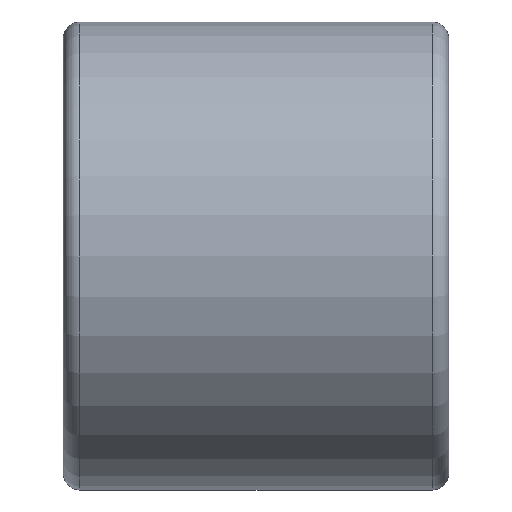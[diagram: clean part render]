
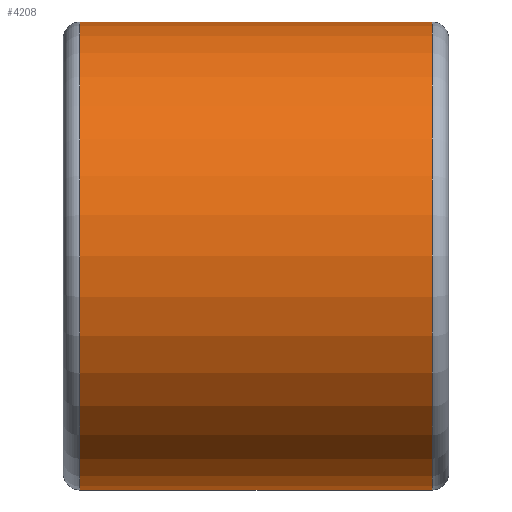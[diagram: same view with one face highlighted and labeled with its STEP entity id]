
A CAD part, front view. The second image highlights one B-rep face of the part: STEP entity #4208.
In plain terms, the highlighted cylindrical face has radius 42.5 mm (diameter 85 mm), a partial arc.
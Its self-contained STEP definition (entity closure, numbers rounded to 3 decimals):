
#284 = ORIENTED_EDGE ( 'NONE', *, *, #1223, .T. ) ;
#592 = LINE ( 'NONE', #890, #1519 ) ;
#754 = CIRCLE ( 'NONE', #4763, 42.5 ) ;
#882 = DIRECTION ( 'NONE',  ( -1., 0., 0. ) ) ;
#889 = CARTESIAN_POINT ( 'NONE',  ( 67., 0., -42.5 ) ) ;
#890 = CARTESIAN_POINT ( 'NONE',  ( 0., 0., -42.5 ) ) ;
#1036 = ORIENTED_EDGE ( 'NONE', *, *, #1662, .T. ) ;
#1072 = CARTESIAN_POINT ( 'NONE',  ( 0., 0., 42.5 ) ) ;
#1153 = DIRECTION ( 'NONE',  ( 0., 0., 1. ) ) ;
#1223 = EDGE_CURVE ( 'NONE', #2618, #4767, #754, .T. ) ;
#1471 = ORIENTED_EDGE ( 'NONE', *, *, #4878, .T. ) ;
#1490 = CARTESIAN_POINT ( 'NONE',  ( 67., 0., 0. ) ) ;
#1519 = VECTOR ( 'NONE', #1985, 1000. ) ;
#1525 = DIRECTION ( 'NONE',  ( 0., 0., 1. ) ) ;
#1607 = EDGE_CURVE ( 'NONE', #2618, #2175, #592, .T. ) ;
#1662 = EDGE_CURVE ( 'NONE', #4767, #3277, #3381, .T. ) ;
#1891 = DIRECTION ( 'NONE',  ( -1., 0., 0. ) ) ;
#1930 = CARTESIAN_POINT ( 'NONE',  ( 0., 0., 0. ) ) ;
#1985 = DIRECTION ( 'NONE',  ( -1., 0., 0. ) ) ;
#2002 = AXIS2_PLACEMENT_3D ( 'NONE', #3944, #3961, #3972 ) ;
#2100 = CARTESIAN_POINT ( 'NONE',  ( 3., 0., 42.5 ) ) ;
#2175 = VERTEX_POINT ( 'NONE', #3470 ) ;
#2346 = VECTOR ( 'NONE', #4814, 1000. ) ;
#2618 = VERTEX_POINT ( 'NONE', #889 ) ;
#2874 = ORIENTED_EDGE ( 'NONE', *, *, #1607, .F. ) ;
#3277 = VERTEX_POINT ( 'NONE', #2100 ) ;
#3381 = LINE ( 'NONE', #1072, #2346 ) ;
#3470 = CARTESIAN_POINT ( 'NONE',  ( 3., 0., -42.5 ) ) ;
#3474 = EDGE_LOOP ( 'NONE', ( #2874, #284, #1036, #1471 ) ) ;
#3508 = CARTESIAN_POINT ( 'NONE',  ( 67., 0., 42.5 ) ) ;
#3944 = CARTESIAN_POINT ( 'NONE',  ( 3., 0., 0. ) ) ;
#3961 = DIRECTION ( 'NONE',  ( 1., 0., 0. ) ) ;
#3972 = DIRECTION ( 'NONE',  ( 0., 0., -1. ) ) ;
#4149 = CYLINDRICAL_SURFACE ( 'NONE', #4620, 42.5 ) ;
#4208 = ADVANCED_FACE ( 'NONE', ( #4641 ), #4149, .T. ) ;
#4620 = AXIS2_PLACEMENT_3D ( 'NONE', #1930, #1891, #1153 ) ;
#4635 = CIRCLE ( 'NONE', #2002, 42.5 ) ;
#4641 = FACE_OUTER_BOUND ( 'NONE', #3474, .T. ) ;
#4763 = AXIS2_PLACEMENT_3D ( 'NONE', #1490, #882, #1525 ) ;
#4767 = VERTEX_POINT ( 'NONE', #3508 ) ;
#4814 = DIRECTION ( 'NONE',  ( -1., 0., 0. ) ) ;
#4878 = EDGE_CURVE ( 'NONE', #3277, #2175, #4635, .T. ) ;
